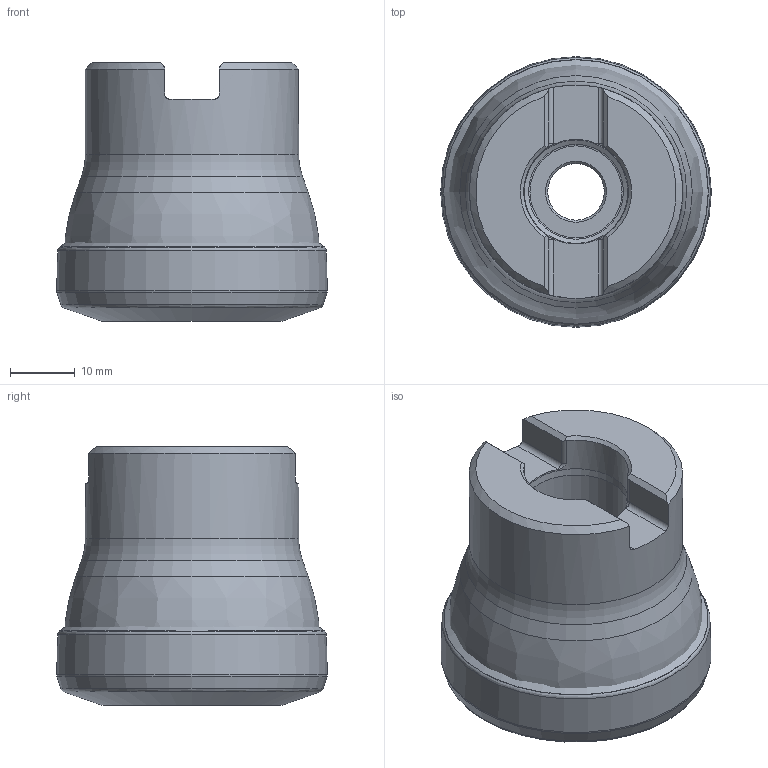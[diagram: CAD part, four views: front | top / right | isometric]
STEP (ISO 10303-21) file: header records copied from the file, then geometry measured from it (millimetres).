
FILE_DESCRIPTION(/* description */ (''),/* implementation_level */ '2;1');
FILE_NAME(/* name */ '42A03R_S19PD09_C_(PDMX-R)_115009866ndi000_00_SIM.stp',/* time_stamp */ '2019-12-03T10:14:09+01:00',/* author */ (''),/* organization */ (''),/* preprocessor_version */ 'ST-DEVELOPER v16.7',/* originating_system */ 'SIEMENS PLM Software NX 12.0',/* authorisation */ '');
FILE_SCHEMA (('AUTOMOTIVE_DESIGN { 1 0 10303 214 3 1 1 1 }'));
Length unit declared in the file: millimetre
Products named in the file (1): wq70057CCD62xabl
Bounding box: 41.84 x 41.84 x 40 mm (x, y, z)
Volume: 44814.6 mm3; surface area: 11784.3 mm2
Topology: 2 solids, 2 shells, 98 faces, 222 edges, 126 vertices
Faces by surface type: revolution 35, cylinder 20, plane 14, cone 14, torus 13, bspline 2
Full cylindrical faces by diameter (mm): 8.75 x1, 12.35 x1, 16.005 x1, 16.2 x1, 33 x1, 39.5 x1
Entity records: 2797 total; most frequent: CARTESIAN_POINT 835, DIRECTION 385, ORIENTED_EDGE 314, EDGE_LOOP 162, AXIS2_PLACEMENT_3D 159, EDGE_CURVE 157, FACE_BOUND 128, VERTEX_POINT 123
